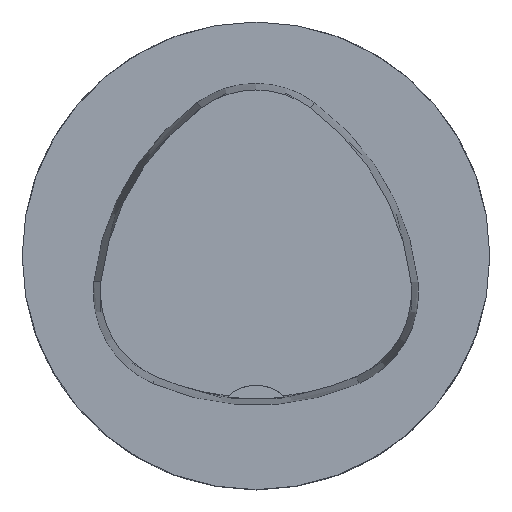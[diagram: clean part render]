
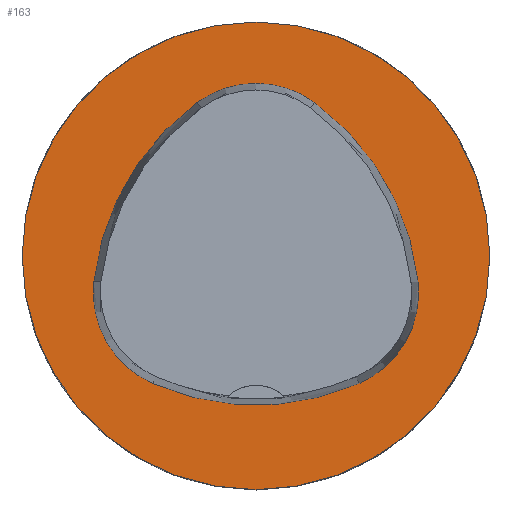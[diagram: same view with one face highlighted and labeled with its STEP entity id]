
A CAD part, top view. The second image highlights one B-rep face of the part: STEP entity #163.
In plain terms, the highlighted planar face has unit normal (0, 0, 1).
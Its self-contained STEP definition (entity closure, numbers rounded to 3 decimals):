
#108=PLANE('',#548);
#163=ADVANCED_FACE('',(#214,#215),#108,.T.);
#187=CIRCLE('',#520,40.0);
#188=CIRCLE('',#526,44.0);
#190=CIRCLE('',#529,17.0);
#192=CIRCLE('',#532,44.0);
#194=CIRCLE('',#535,17.0);
#198=CIRCLE('',#540,44.0);
#200=CIRCLE('',#543,17.0);
#214=FACE_BOUND('',#237,.T.);
#215=FACE_BOUND('',#238,.T.);
#237=EDGE_LOOP('',(#324,#325,#326,#327,#328,#329));
#238=EDGE_LOOP('',(#330));
#324=ORIENTED_EDGE('',*,*,#454,.T.);
#325=ORIENTED_EDGE('',*,*,#434,.T.);
#326=ORIENTED_EDGE('',*,*,#438,.T.);
#327=ORIENTED_EDGE('',*,*,#441,.T.);
#328=ORIENTED_EDGE('',*,*,#444,.T.);
#329=ORIENTED_EDGE('',*,*,#452,.T.);
#330=ORIENTED_EDGE('',*,*,#425,.F.);
#387=VERTEX_POINT('',#733);
#396=VERTEX_POINT('',#752);
#397=VERTEX_POINT('',#753);
#400=VERTEX_POINT('',#761);
#402=VERTEX_POINT('',#767);
#404=VERTEX_POINT('',#773);
#411=VERTEX_POINT('',#794);
#425=EDGE_CURVE('',#387,#387,#187,.T.);
#434=EDGE_CURVE('',#396,#397,#188,.T.);
#438=EDGE_CURVE('',#397,#400,#190,.T.);
#441=EDGE_CURVE('',#400,#402,#192,.T.);
#444=EDGE_CURVE('',#402,#404,#194,.T.);
#452=EDGE_CURVE('',#404,#411,#198,.T.);
#454=EDGE_CURVE('',#411,#396,#200,.T.);
#520=AXIS2_PLACEMENT_3D('',#732,#589,#590);
#526=AXIS2_PLACEMENT_3D('',#751,#605,#606);
#529=AXIS2_PLACEMENT_3D('',#760,#613,#614);
#532=AXIS2_PLACEMENT_3D('',#766,#620,#621);
#535=AXIS2_PLACEMENT_3D('',#772,#627,#628);
#540=AXIS2_PLACEMENT_3D('',#795,#639,#640);
#543=AXIS2_PLACEMENT_3D('',#798,#645,#646);
#548=AXIS2_PLACEMENT_3D('',#803,#655,#656);
#589=DIRECTION('',(0.0,0.0,-1.0));
#590=DIRECTION('',(-1.0,0.0,0.0));
#605=DIRECTION('',(0.0,0.0,-1.0));
#606=DIRECTION('',(-1.0,0.0,0.0));
#613=DIRECTION('',(0.0,0.0,-1.0));
#614=DIRECTION('',(-1.0,0.0,0.0));
#620=DIRECTION('',(0.0,0.0,-1.0));
#621=DIRECTION('',(-1.0,0.0,0.0));
#627=DIRECTION('',(0.0,0.0,-1.0));
#628=DIRECTION('',(-1.0,0.0,0.0));
#639=DIRECTION('',(0.0,0.0,-1.0));
#640=DIRECTION('',(-1.0,0.0,0.0));
#645=DIRECTION('',(0.0,0.0,-1.0));
#646=DIRECTION('',(-1.0,0.0,0.0));
#655=DIRECTION('',(0.0,0.0,1.0));
#656=DIRECTION('',(-1.0,0.0,0.0));
#732=CARTESIAN_POINT('',(0.0,0.0,0.0));
#733=CARTESIAN_POINT('',(-40.0,0.0,0.0));
#751=CARTESIAN_POINT('',(16.01,-9.224,0.0));
#752=CARTESIAN_POINT('',(-27.722,-4.378,0.0));
#753=CARTESIAN_POINT('',(-10.119,26.178,0.0));
#760=CARTESIAN_POINT('',(-0.023,12.5,0.0));
#761=CARTESIAN_POINT('',(10.049,26.194,0.0));
#766=CARTESIAN_POINT('',(-16.021,-9.25,0.0));
#767=CARTESIAN_POINT('',(27.71,-4.394,0.0));
#772=CARTESIAN_POINT('',(10.814,-6.27,0.0));
#773=CARTESIAN_POINT('',(17.611,-21.852,0.0));
#794=CARTESIAN_POINT('',(-17.652,-21.819,0.0));
#795=CARTESIAN_POINT('',(0.017,18.477,0.0));
#798=CARTESIAN_POINT('',(-10.825,-6.25,0.0));
#803=CARTESIAN_POINT('',(0.0,0.0,0.0));
